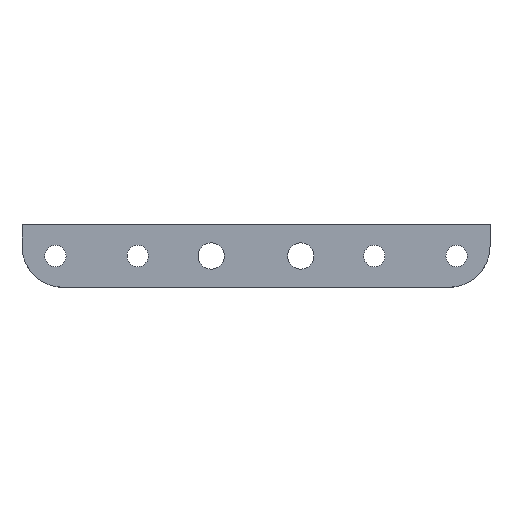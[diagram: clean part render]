
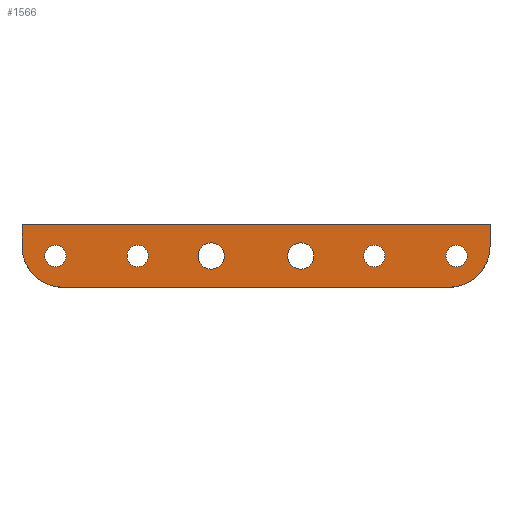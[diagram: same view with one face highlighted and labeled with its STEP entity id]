
A CAD part, front view. The second image highlights one B-rep face of the part: STEP entity #1566.
In plain terms, the highlighted planar face has unit normal (0, -1, 0).
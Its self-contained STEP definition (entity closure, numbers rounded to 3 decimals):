
#25=FACE_BOUND('',#197,.T.);
#26=FACE_BOUND('',#198,.T.);
#27=FACE_BOUND('',#199,.T.);
#28=FACE_BOUND('',#200,.T.);
#29=FACE_BOUND('',#201,.T.);
#30=FACE_BOUND('',#202,.T.);
#64=PLANE('',#1691);
#106=FACE_OUTER_BOUND('',#196,.T.);
#196=EDGE_LOOP('',(#1161,#1162,#1163,#1164,#1165,#1166));
#197=EDGE_LOOP('',(#1167));
#198=EDGE_LOOP('',(#1168));
#199=EDGE_LOOP('',(#1169));
#200=EDGE_LOOP('',(#1170));
#201=EDGE_LOOP('',(#1171));
#202=EDGE_LOOP('',(#1172));
#336=LINE('',#2403,#480);
#349=LINE('',#2454,#493);
#354=LINE('',#2466,#498);
#355=LINE('',#2467,#499);
#480=VECTOR('',#1904,10.);
#493=VECTOR('',#1947,10.);
#498=VECTOR('',#1956,10.);
#499=VECTOR('',#1957,10.);
#625=CIRCLE('',#1687,50.);
#628=CIRCLE('',#1692,50.);
#629=CIRCLE('',#1693,16.);
#630=CIRCLE('',#1694,16.);
#631=CIRCLE('',#1695,13.);
#632=CIRCLE('',#1696,13.);
#633=CIRCLE('',#1697,13.);
#634=CIRCLE('',#1698,13.);
#728=VERTEX_POINT('',#2400);
#729=VERTEX_POINT('',#2402);
#750=VERTEX_POINT('',#2446);
#752=VERTEX_POINT('',#2453);
#756=VERTEX_POINT('',#2463);
#757=VERTEX_POINT('',#2465);
#758=VERTEX_POINT('',#2468);
#759=VERTEX_POINT('',#2470);
#760=VERTEX_POINT('',#2472);
#761=VERTEX_POINT('',#2474);
#762=VERTEX_POINT('',#2476);
#763=VERTEX_POINT('',#2478);
#892=EDGE_CURVE('',#728,#729,#336,.T.);
#914=EDGE_CURVE('',#729,#750,#625,.T.);
#918=EDGE_CURVE('',#752,#750,#349,.T.);
#923=EDGE_CURVE('',#756,#728,#628,.T.);
#924=EDGE_CURVE('',#757,#756,#354,.T.);
#925=EDGE_CURVE('',#752,#757,#355,.T.);
#926=EDGE_CURVE('',#758,#758,#629,.T.);
#927=EDGE_CURVE('',#759,#759,#630,.T.);
#928=EDGE_CURVE('',#760,#760,#631,.T.);
#929=EDGE_CURVE('',#761,#761,#632,.T.);
#930=EDGE_CURVE('',#762,#762,#633,.T.);
#931=EDGE_CURVE('',#763,#763,#634,.T.);
#1161=ORIENTED_EDGE('',*,*,#914,.F.);
#1162=ORIENTED_EDGE('',*,*,#892,.F.);
#1163=ORIENTED_EDGE('',*,*,#923,.F.);
#1164=ORIENTED_EDGE('',*,*,#924,.F.);
#1165=ORIENTED_EDGE('',*,*,#925,.F.);
#1166=ORIENTED_EDGE('',*,*,#918,.T.);
#1167=ORIENTED_EDGE('',*,*,#926,.T.);
#1168=ORIENTED_EDGE('',*,*,#927,.T.);
#1169=ORIENTED_EDGE('',*,*,#928,.T.);
#1170=ORIENTED_EDGE('',*,*,#929,.T.);
#1171=ORIENTED_EDGE('',*,*,#930,.T.);
#1172=ORIENTED_EDGE('',*,*,#931,.T.);
#1566=ADVANCED_FACE('',(#106,#25,#26,#27,#28,#29,#30),#64,.T.);
#1687=AXIS2_PLACEMENT_3D('',#2447,#1938,#1939);
#1691=AXIS2_PLACEMENT_3D('',#2462,#1952,#1953);
#1692=AXIS2_PLACEMENT_3D('',#2464,#1954,#1955);
#1693=AXIS2_PLACEMENT_3D('',#2469,#1958,#1959);
#1694=AXIS2_PLACEMENT_3D('',#2471,#1960,#1961);
#1695=AXIS2_PLACEMENT_3D('',#2473,#1962,#1963);
#1696=AXIS2_PLACEMENT_3D('',#2475,#1964,#1965);
#1697=AXIS2_PLACEMENT_3D('',#2477,#1966,#1967);
#1698=AXIS2_PLACEMENT_3D('',#2479,#1968,#1969);
#1904=DIRECTION('',(-1.,0.,0.));
#1938=DIRECTION('center_axis',(0.,1.,0.));
#1939=DIRECTION('ref_axis',(-0.707,0.,-0.707));
#1947=DIRECTION('',(0.,0.,-1.));
#1952=DIRECTION('center_axis',(0.,-1.,0.));
#1953=DIRECTION('ref_axis',(1.,0.,0.));
#1954=DIRECTION('center_axis',(0.,1.,0.));
#1955=DIRECTION('ref_axis',(0.707,0.,-0.707));
#1956=DIRECTION('',(0.,0.,-1.));
#1957=DIRECTION('',(1.,0.,0.));
#1958=DIRECTION('center_axis',(0.,1.,0.));
#1959=DIRECTION('ref_axis',(-1.,0.,0.));
#1960=DIRECTION('center_axis',(0.,1.,0.));
#1961=DIRECTION('ref_axis',(-1.,0.,0.));
#1962=DIRECTION('center_axis',(0.,1.,0.));
#1963=DIRECTION('ref_axis',(-1.,0.,0.));
#1964=DIRECTION('center_axis',(0.,1.,0.));
#1965=DIRECTION('ref_axis',(-1.,0.,0.));
#1966=DIRECTION('center_axis',(0.,1.,0.));
#1967=DIRECTION('ref_axis',(-1.,0.,0.));
#1968=DIRECTION('center_axis',(0.,1.,0.));
#1969=DIRECTION('ref_axis',(-1.,0.,0.));
#2400=CARTESIAN_POINT('',(232.431,-38.1,-66.675));
#2402=CARTESIAN_POINT('',(-236.529,-38.1,-66.675));
#2403=CARTESIAN_POINT('',(-286.529,-38.1,-66.675));
#2446=CARTESIAN_POINT('',(-286.529,-38.1,-16.675));
#2447=CARTESIAN_POINT('Origin',(-236.529,-38.1,-16.675));
#2453=CARTESIAN_POINT('',(-286.529,-38.1,9.525));
#2454=CARTESIAN_POINT('',(-286.529,-38.1,-57.15));
#2462=CARTESIAN_POINT('Origin',(-286.529,-38.1,0.));
#2463=CARTESIAN_POINT('',(282.431,-38.1,-16.675));
#2464=CARTESIAN_POINT('Origin',(232.431,-38.1,-16.675));
#2465=CARTESIAN_POINT('',(282.431,-38.1,9.525));
#2466=CARTESIAN_POINT('',(282.431,-38.1,0.));
#2467=CARTESIAN_POINT('',(282.431,-38.1,9.525));
#2468=CARTESIAN_POINT('',(68.279,-38.1,-28.575));
#2469=CARTESIAN_POINT('Origin',(52.279,-38.1,-28.575));
#2470=CARTESIAN_POINT('',(-40.377,-38.1,-28.575));
#2471=CARTESIAN_POINT('Origin',(-56.377,-38.1,-28.575));
#2472=CARTESIAN_POINT('',(154.655,-38.1,-28.575));
#2473=CARTESIAN_POINT('Origin',(141.655,-38.1,-28.575));
#2474=CARTESIAN_POINT('',(254.791,-38.1,-28.575));
#2475=CARTESIAN_POINT('Origin',(241.791,-38.1,-28.575));
#2476=CARTESIAN_POINT('',(-132.753,-38.1,-28.575));
#2477=CARTESIAN_POINT('Origin',(-145.753,-38.1,-28.575));
#2478=CARTESIAN_POINT('',(-232.889,-38.1,-28.575));
#2479=CARTESIAN_POINT('Origin',(-245.889,-38.1,-28.575));
